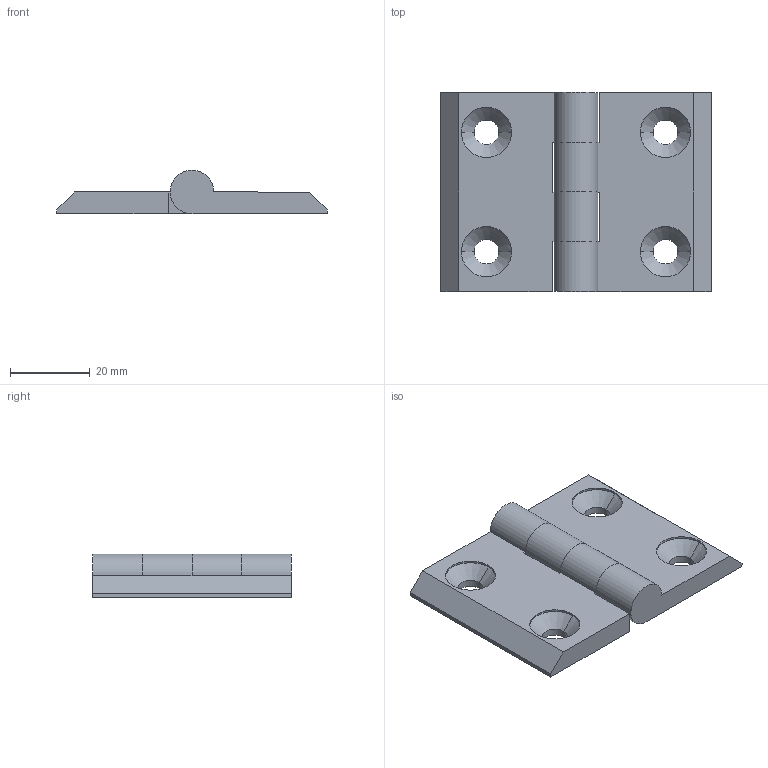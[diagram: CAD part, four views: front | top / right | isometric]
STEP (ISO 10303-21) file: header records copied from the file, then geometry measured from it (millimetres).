
FILE_DESCRIPTION (( 'STEP AP203' ), '1' );
FILE_NAME ('ALF-L4545-A.step', '2024-08-14T12:37:02', ( '' ), ( '' ), 'SwSTEP 2.0', 'SolidWorks 2022', '' );
FILE_SCHEMA (( 'CONFIG_CONTROL_DESIGN' ));
Length unit declared in the file: millimetre
Products named in the file (1): ALF-L4545-A
Bounding box: 68 x 50 x 11 mm (x, y, z)
Volume: 18211.9 mm3; surface area: 9326.5 mm2
Topology: 2 solids, 2 shells, 50 faces, 122 edges, 76 vertices
Faces by surface type: plane 22, cylinder 20, cone 8
Entity records: 1549 total; most frequent: DIRECTION 264, CARTESIAN_POINT 249, ORIENTED_EDGE 244, EDGE_CURVE 122, AXIS2_PLACEMENT_3D 91, VECTOR 82, LINE 82, VERTEX_POINT 76
